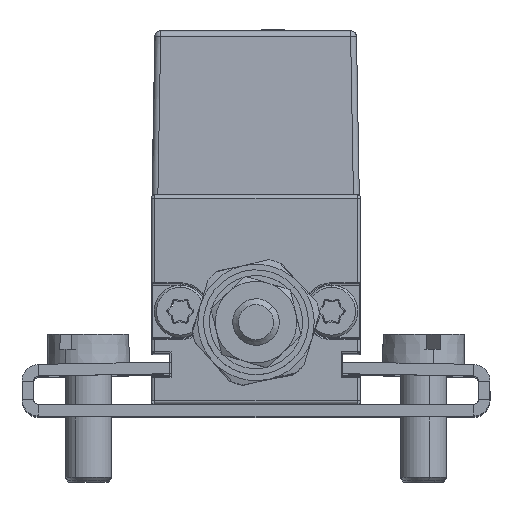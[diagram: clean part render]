
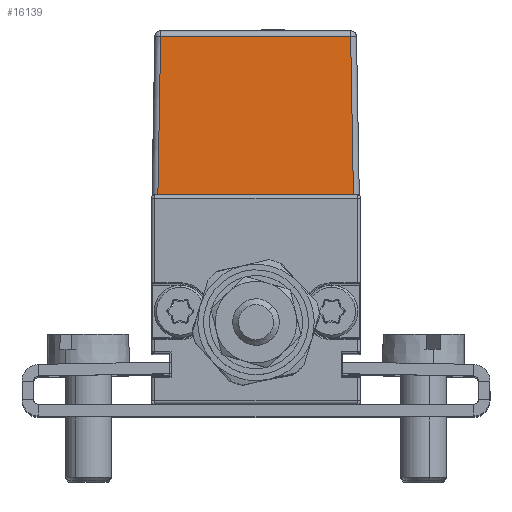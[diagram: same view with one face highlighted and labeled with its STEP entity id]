
A CAD part, top view. The second image highlights one B-rep face of the part: STEP entity #16139.
In plain terms, the highlighted planar face has unit normal (0, 0.018, 1).
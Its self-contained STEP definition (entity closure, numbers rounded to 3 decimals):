
#607 = EDGE_CURVE ( 'NONE', #40514, #40591, #19639, .T. ) ;
#617 = EDGE_CURVE ( 'NONE', #22144, #40514, #19671, .T. ) ;
#623 = EDGE_CURVE ( 'NONE', #40553, #22144, #19679, .T. ) ;
#627 = EDGE_CURVE ( 'NONE', #40591, #40553, #19705, .T. ) ;
#5999 = ORIENTED_EDGE ( 'NONE', *, *, #623, .T. ) ;
#6001 = ORIENTED_EDGE ( 'NONE', *, *, #627, .T. ) ;
#6003 = ORIENTED_EDGE ( 'NONE', *, *, #607, .T. ) ;
#6005 = ORIENTED_EDGE ( 'NONE', *, *, #617, .T. ) ;
#16139 = ADVANCED_FACE ( 'NONE', ( #30789 ), #30790, .T. ) ;
#19637 = CARTESIAN_POINT ( 'NONE',  ( -8.929, 31.583, 82.547 ) ) ;
#19639 = LINE ( 'NONE', #19637, #38647 ) ;
#19644 = DIRECTION ( 'NONE',  ( -1., 0., 0. ) ) ;
#19660 = CARTESIAN_POINT ( 'NONE',  ( 8.36, 18.302, 82.779 ) ) ;
#19671 = LINE ( 'NONE', #19660, #38660 ) ;
#19675 = DIRECTION ( 'NONE',  ( -0.017, 1., -0.017 ) ) ;
#19679 = LINE ( 'NONE', #19686, #38670 ) ;
#19686 = CARTESIAN_POINT ( 'NONE',  ( -8.929, 18., 82.784 ) ) ;
#19695 = DIRECTION ( 'NONE',  ( 1., 0., 0. ) ) ;
#19705 = LINE ( 'NONE', #19706, #38675 ) ;
#19706 = CARTESIAN_POINT ( 'NONE',  ( -8.426, 17.991, 82.784 ) ) ;
#19707 = DIRECTION ( 'NONE',  ( -0.017, -1., 0.017 ) ) ;
#22144 = VERTEX_POINT ( 'NONE', #37535 ) ;
#29290 = AXIS2_PLACEMENT_3D ( 'NONE', #30800, #30801, #30802 ) ;
#30789 = FACE_OUTER_BOUND ( 'NONE', #36576, .T. ) ;
#30790 = PLANE ( 'NONE',  #29290 ) ;
#30800 = CARTESIAN_POINT ( 'NONE',  ( -8.929, 18., 82.784 ) ) ;
#30801 = DIRECTION ( 'NONE',  ( 0., 0.017, 1. ) ) ;
#30802 = DIRECTION ( 'NONE',  ( 0., -1., 0.017 ) ) ;
#36576 = EDGE_LOOP ( 'NONE', ( #6005, #6003, #6001, #5999 ) ) ;
#37535 = CARTESIAN_POINT ( 'NONE',  ( 8.366, 18., 82.784 ) ) ;
#38066 = CARTESIAN_POINT ( 'NONE',  ( 8.129, 31.583, 82.547 ) ) ;
#38105 = CARTESIAN_POINT ( 'NONE',  ( -8.426, 18., 82.784 ) ) ;
#38143 = CARTESIAN_POINT ( 'NONE',  ( -8.189, 31.583, 82.547 ) ) ;
#38647 = VECTOR ( 'NONE', #19644, 1000. ) ;
#38660 = VECTOR ( 'NONE', #19675, 1000. ) ;
#38670 = VECTOR ( 'NONE', #19695, 1000. ) ;
#38675 = VECTOR ( 'NONE', #19707, 1000. ) ;
#40514 = VERTEX_POINT ( 'NONE', #38066 ) ;
#40553 = VERTEX_POINT ( 'NONE', #38105 ) ;
#40591 = VERTEX_POINT ( 'NONE', #38143 ) ;
